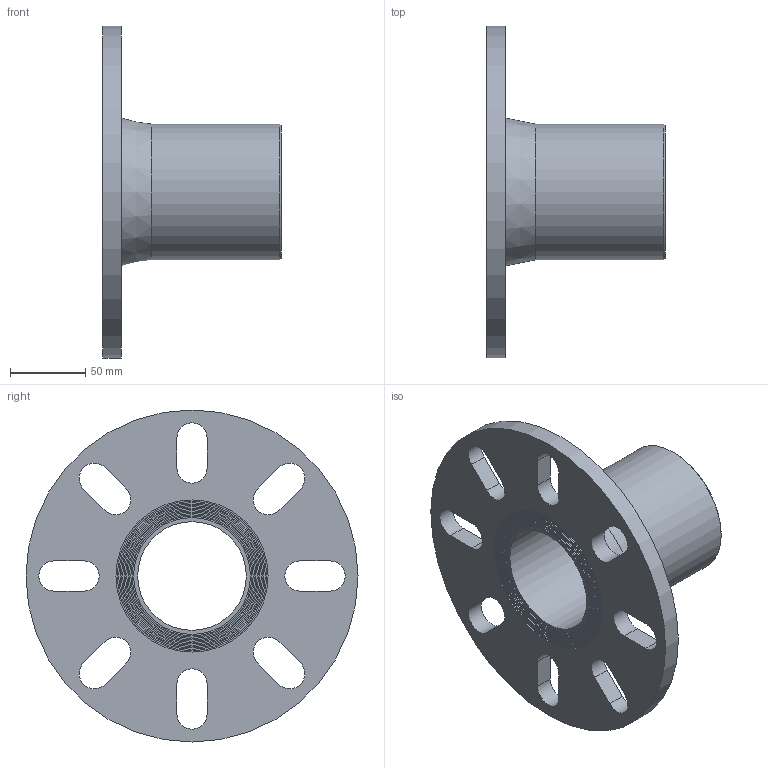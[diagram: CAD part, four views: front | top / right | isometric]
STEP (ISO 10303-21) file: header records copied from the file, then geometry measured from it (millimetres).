
FILE_DESCRIPTION(/* description */ ('PLASSON FULL FACE FLANGE 90'),/* implementation_level */ '2;1');
FILE_NAME(/* name */ '490209090.ipt.stp',/* time_stamp */ '2017-11-06T09:11:17+02:00',/* author */ ('Кирилл'),/* organization */ (''),/* preprocessor_version */ 'ST-DEVELOPER v15.6',/* originating_system */ 'Autodesk Inventor 2015',/* authorisation */ '');
FILE_SCHEMA (('AUTOMOTIVE_DESIGN { 1 0 10303 214 3 1 1 }'));
Length unit declared in the file: millimetre
Products named in the file (1): 490209090
Bounding box: 118 x 220 x 220 mm (x, y, z)
Volume: 591449.3 mm3; surface area: 133848.3 mm2
Topology: 1 solids, 1 shells, 68 faces, 151 edges, 100 vertices
Faces by surface type: cylinder 33, plane 33, cone 2
Full cylindrical faces by diameter (mm): 72 x1, 77.4 x1, 79.2 x1, 81 x1, 82.8 x1, 84.6 x1, 86.4 x1, 88.2 x1, 90 x2, 91.8 x1, 93.6 x1, 95.4 x1, 97.2 x1, 99 x1, 100.8 x1, 220 x1
Entity records: 1872 total; most frequent: DIRECTION 338, CARTESIAN_POINT 301, ORIENTED_EDGE 264, AXIS2_PLACEMENT_3D 137, EDGE_CURVE 132, EDGE_LOOP 120, VERTEX_POINT 100, FACE_OUTER_BOUND 68
